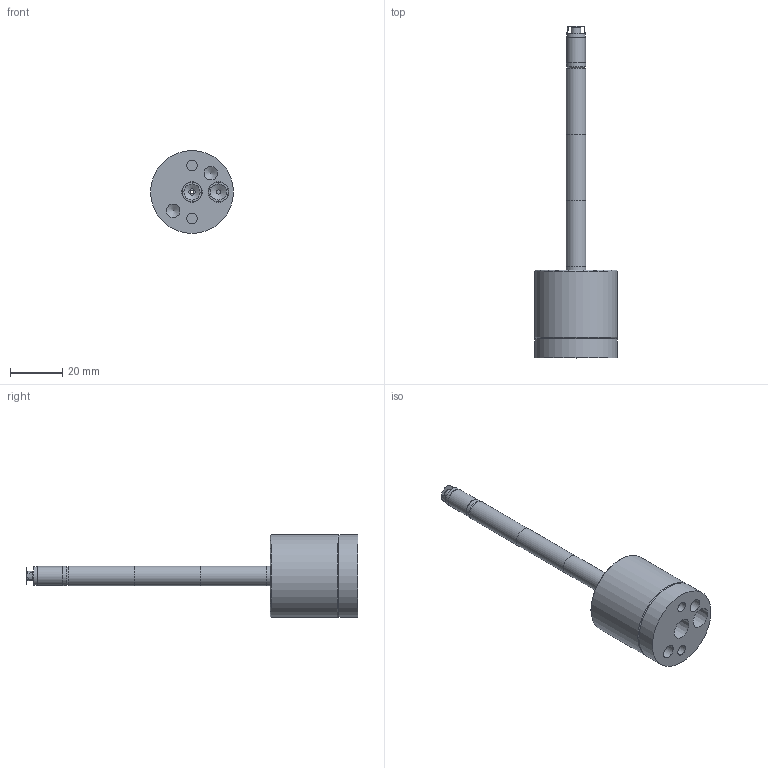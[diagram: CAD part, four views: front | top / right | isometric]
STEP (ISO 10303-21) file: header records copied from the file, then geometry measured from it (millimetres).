
FILE_DESCRIPTION (( 'STEP AP214' ), '1' );
FILE_NAME ('CTSC-001457.STEP', '2026-03-12T17:36:13', ( '' ), ( '' ), 'SwSTEP 2.0', 'SolidWorks 2023', '' );
FILE_SCHEMA (( 'AUTOMOTIVE_DESIGN' ));
Length unit declared in the file: millimetre
Products named in the file (1): CTSC-001457
Bounding box: 31.75 x 127.23 x 31.75 mm (x, y, z)
Volume: 28747.1 mm3; surface area: 12736.9 mm2
Topology: 8 solids, 8 shells, 85 faces, 162 edges, 104 vertices
Faces by surface type: plane 37, cylinder 31, cone 13, torus 4
Full cylindrical faces by diameter (mm): 1.321 x1, 1.575 x1, 2.38 x1, 2.87 x1, 3.505 x1, 3.937 x2, 4.039 x2, 4.178 x5, 5.16 x2, 6.147 x2, 7.036 x1, 7.239 x1, 7.315 x2, 7.341 x1, 7.62 x4, 28.321 x1, 28.575 x1, 31.75 x2
Entity records: 2631 total; most frequent: CARTESIAN_POINT 364, DIRECTION 344, ORIENTED_EDGE 202, AXIS2_PLACEMENT_3D 167, EDGE_LOOP 158, FACE_OUTER_BOUND 117, EDGE_CURVE 101, VERTEX_POINT 91
